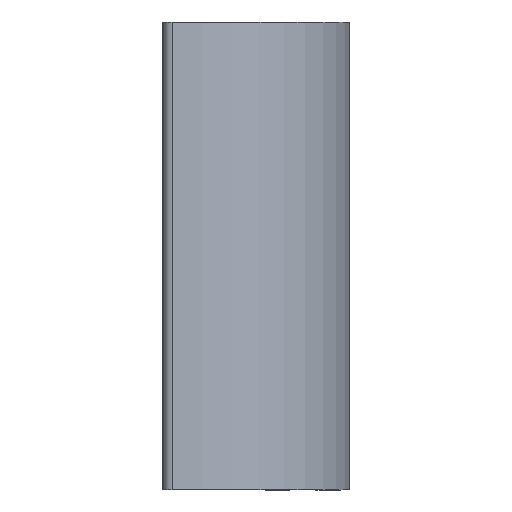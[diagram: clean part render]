
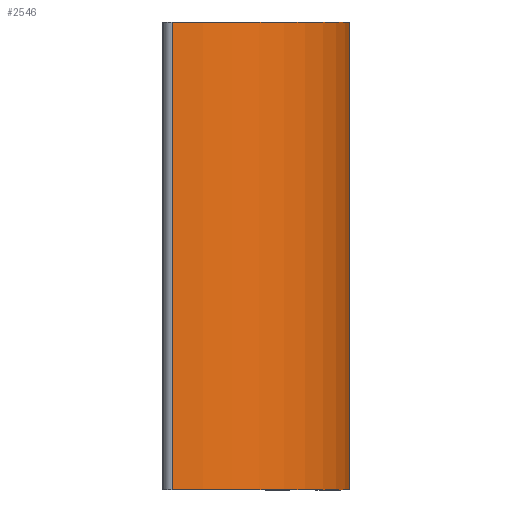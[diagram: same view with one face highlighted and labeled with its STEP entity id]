
A CAD part, top view. The second image highlights one B-rep face of the part: STEP entity #2546.
In plain terms, the highlighted cylindrical face has radius 80 mm (diameter 160 mm), a partial arc.
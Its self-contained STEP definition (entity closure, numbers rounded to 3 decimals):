
#110=CIRCLE('',#2756,80.);
#111=CIRCLE('',#2757,80.);
#255=CYLINDRICAL_SURFACE('',#2755,80.);
#369=FACE_OUTER_BOUND('',#502,.T.);
#502=EDGE_LOOP('',(#1904,#1905,#1906,#1907));
#708=LINE('',#4156,#916);
#709=LINE('',#4162,#917);
#916=VECTOR('',#3316,200.);
#917=VECTOR('',#3323,200.);
#1144=VERTEX_POINT('',#4153);
#1145=VERTEX_POINT('',#4155);
#1146=VERTEX_POINT('',#4159);
#1147=VERTEX_POINT('',#4161);
#1459=EDGE_CURVE('',#1144,#1145,#708,.T.);
#1461=EDGE_CURVE('',#1144,#1146,#110,.T.);
#1462=EDGE_CURVE('',#1146,#1147,#709,.T.);
#1463=EDGE_CURVE('',#1145,#1147,#111,.T.);
#1904=ORIENTED_EDGE('',*,*,#1461,.T.);
#1905=ORIENTED_EDGE('',*,*,#1462,.T.);
#1906=ORIENTED_EDGE('',*,*,#1463,.F.);
#1907=ORIENTED_EDGE('',*,*,#1459,.F.);
#2546=ADVANCED_FACE('',(#369),#255,.T.);
#2755=AXIS2_PLACEMENT_3D('',#4158,#3319,#3320);
#2756=AXIS2_PLACEMENT_3D('',#4160,#3321,#3322);
#2757=AXIS2_PLACEMENT_3D('',#4163,#3324,#3325);
#3316=DIRECTION('',(0.,-1.,0.));
#3319=DIRECTION('center_axis',(0.,1.,0.));
#3320=DIRECTION('ref_axis',(-0.053,0.,-0.999));
#3321=DIRECTION('center_axis',(0.,-1.,0.));
#3322=DIRECTION('ref_axis',(-0.053,0.,-0.999));
#3323=DIRECTION('',(0.,-1.,0.));
#3324=DIRECTION('center_axis',(0.,-1.,0.));
#3325=DIRECTION('ref_axis',(-0.053,0.,-0.999));
#4153=CARTESIAN_POINT('',(37.463,200.,-38.216));
#4155=CARTESIAN_POINT('',(37.463,0.,-38.216));
#4156=CARTESIAN_POINT('',(37.463,0.,-38.216));
#4158=CARTESIAN_POINT('Origin',(-42.426,0.,-42.426));
#4159=CARTESIAN_POINT('',(-38.216,200.,37.463));
#4160=CARTESIAN_POINT('Origin',(-42.426,200.,-42.426));
#4161=CARTESIAN_POINT('',(-38.216,0.,37.463));
#4162=CARTESIAN_POINT('',(-38.216,0.,37.463));
#4163=CARTESIAN_POINT('Origin',(-42.426,0.,-42.426));
